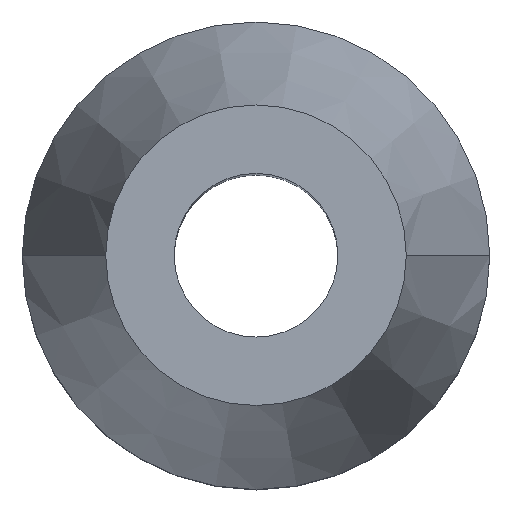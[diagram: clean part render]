
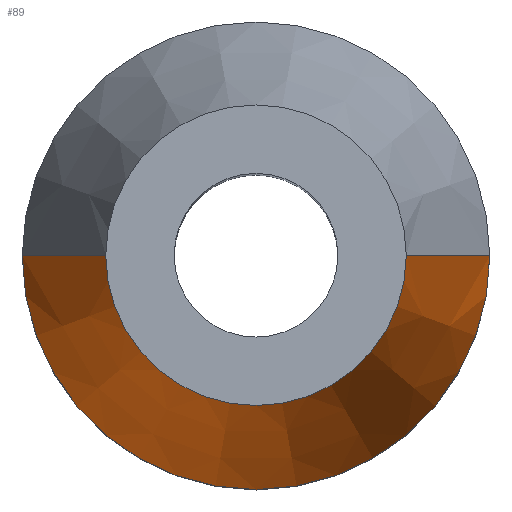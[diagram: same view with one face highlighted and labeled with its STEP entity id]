
A CAD part, top view. The second image highlights one B-rep face of the part: STEP entity #89.
In plain terms, the highlighted conical face has half-angle 15 degrees and reference radius 2.464 mm.
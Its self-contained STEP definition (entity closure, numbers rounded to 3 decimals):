
#81=EDGE_CURVE('',#139,#131,#208,.T.);
#85=EDGE_CURVE('',#115,#139,#212,.T.);
#89=ADVANCED_FACE('',(#216),#217,.T.);
#115=VERTEX_POINT('',#248);
#117=VERTEX_POINT('',#250);
#131=VERTEX_POINT('',#267);
#139=VERTEX_POINT('',#276);
#161=EDGE_CURVE('',#117,#131,#301,.T.);
#169=EDGE_CURVE('',#117,#115,#311,.T.);
#208=LINE('',#343,#344);
#212=CIRCLE('',#349,1.928);
#216=FACE_OUTER_BOUND('',#354,.T.);
#217=CONICAL_SURFACE('',#355,2.464,0.262);
#248=CARTESIAN_POINT('',(-1.928,0.,7.0));
#250=CARTESIAN_POINT('',(-3.0,0.,3.0));
#267=CARTESIAN_POINT('',(3.0,0.0,3.0));
#276=CARTESIAN_POINT('',(1.928,0.,7.0));
#301=CIRCLE('',#461,3.0);
#311=LINE('',#472,#473);
#343=CARTESIAN_POINT('',(2.464,0.,5.0));
#344=VECTOR('',#504,1.0);
#349=AXIS2_PLACEMENT_3D('',#505,#506,#507);
#354=EDGE_LOOP('',(#512,#513,#514,#515));
#355=AXIS2_PLACEMENT_3D('',#516,#517,#518);
#461=AXIS2_PLACEMENT_3D('',#624,#625,#626);
#472=CARTESIAN_POINT('',(-2.464,0.,5.0));
#473=VECTOR('',#643,1.0);
#504=DIRECTION('',(0.259,0.,-0.966));
#505=CARTESIAN_POINT('',(0.,0.,7.0));
#506=DIRECTION('',(0.,0.,1.0));
#507=DIRECTION('',(-1.0,0.,-0.0));
#512=ORIENTED_EDGE('',*,*,#169,.F.);
#513=ORIENTED_EDGE('',*,*,#161,.T.);
#514=ORIENTED_EDGE('',*,*,#81,.F.);
#515=ORIENTED_EDGE('',*,*,#85,.F.);
#516=CARTESIAN_POINT('',(0.,0.,5.0));
#517=DIRECTION('',(0.,0.,-1.0));
#518=DIRECTION('',(-1.0,0.,-0.0));
#624=CARTESIAN_POINT('',(0.0,0.0,3.0));
#625=DIRECTION('',(0.0,0.0,1.0));
#626=DIRECTION('',(1.0,0.0,0.0));
#643=DIRECTION('',(0.259,0.,0.966));
